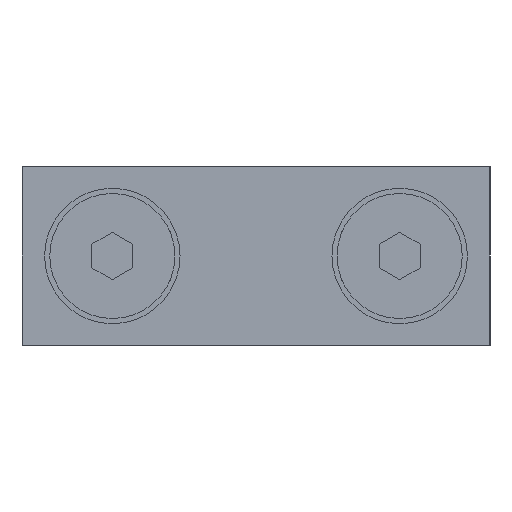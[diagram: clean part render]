
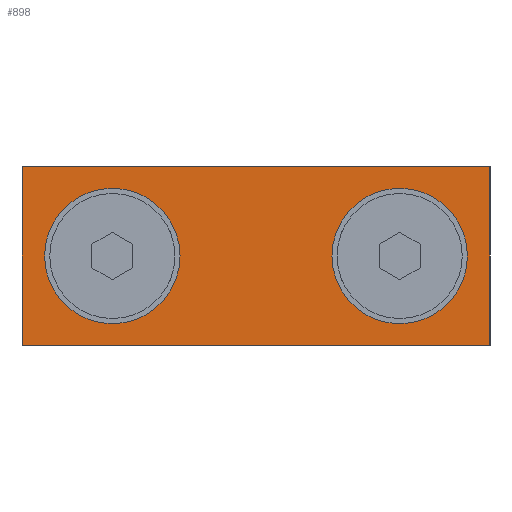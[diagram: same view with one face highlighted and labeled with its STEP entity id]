
A CAD part, left-side view. The second image highlights one B-rep face of the part: STEP entity #898.
In plain terms, the highlighted face is planar.
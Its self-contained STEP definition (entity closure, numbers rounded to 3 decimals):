
#86=LINE('',#1409,#182);
#87=LINE('',#1412,#183);
#88=LINE('',#1414,#184);
#89=LINE('',#1416,#185);
#182=VECTOR('',#1107,1000.);
#183=VECTOR('',#1108,1000.);
#184=VECTOR('',#1109,1000.);
#185=VECTOR('',#1110,1000.);
#284=ORIENTED_EDGE('',*,*,#524,.T.);
#285=ORIENTED_EDGE('',*,*,#525,.T.);
#286=ORIENTED_EDGE('',*,*,#526,.F.);
#287=ORIENTED_EDGE('',*,*,#527,.T.);
#288=ORIENTED_EDGE('',*,*,#528,.T.);
#289=ORIENTED_EDGE('',*,*,#529,.F.);
#524=EDGE_CURVE('',#644,#644,#693,.T.);
#525=EDGE_CURVE('',#645,#645,#694,.T.);
#526=EDGE_CURVE('',#646,#647,#86,.T.);
#527=EDGE_CURVE('',#646,#648,#87,.T.);
#528=EDGE_CURVE('',#648,#649,#88,.T.);
#529=EDGE_CURVE('',#647,#649,#89,.T.);
#644=VERTEX_POINT('',#1406);
#645=VERTEX_POINT('',#1408);
#646=VERTEX_POINT('',#1410);
#647=VERTEX_POINT('',#1411);
#648=VERTEX_POINT('',#1413);
#649=VERTEX_POINT('',#1415);
#693=CIRCLE('',#982,8.25);
#694=CIRCLE('',#983,8.25);
#717=EDGE_LOOP('',(#284));
#718=EDGE_LOOP('',(#285));
#719=EDGE_LOOP('',(#286,#287,#288,#289));
#787=FACE_BOUND('',#717,.T.);
#788=FACE_BOUND('',#718,.T.);
#789=FACE_BOUND('',#719,.T.);
#856=PLANE('',#981);
#898=ADVANCED_FACE('',(#787,#788,#789),#856,.F.);
#981=AXIS2_PLACEMENT_3D('',#1404,#1101,#1102);
#982=AXIS2_PLACEMENT_3D('',#1405,#1103,#1104);
#983=AXIS2_PLACEMENT_3D('',#1407,#1105,#1106);
#1101=DIRECTION('',(0.,-1.,0.));
#1102=DIRECTION('',(0.,0.,-1.));
#1103=DIRECTION('',(0.,-1.,0.));
#1104=DIRECTION('',(0.,0.,-1.));
#1105=DIRECTION('',(0.,-1.,0.));
#1106=DIRECTION('',(0.,0.,-1.));
#1107=DIRECTION('',(-1.,0.,0.));
#1108=DIRECTION('',(0.,0.,-1.));
#1109=DIRECTION('',(-1.,0.,0.));
#1110=DIRECTION('',(0.,0.,-1.));
#1404=CARTESIAN_POINT('',(35.,13.8,-10.85));
#1405=CARTESIAN_POINT('',(-17.5,13.8,0.));
#1406=CARTESIAN_POINT('',(-17.5,13.8,-8.25));
#1407=CARTESIAN_POINT('',(17.5,13.8,0.));
#1408=CARTESIAN_POINT('',(17.5,13.8,-8.25));
#1409=CARTESIAN_POINT('',(35.,13.8,10.85));
#1410=CARTESIAN_POINT('',(28.5,13.8,10.85));
#1411=CARTESIAN_POINT('',(-28.5,13.8,10.85));
#1412=CARTESIAN_POINT('',(28.5,13.8,30.));
#1413=CARTESIAN_POINT('',(28.5,13.8,-10.85));
#1414=CARTESIAN_POINT('',(35.,13.8,-10.85));
#1415=CARTESIAN_POINT('',(-28.5,13.8,-10.85));
#1416=CARTESIAN_POINT('',(-28.5,13.8,30.));
